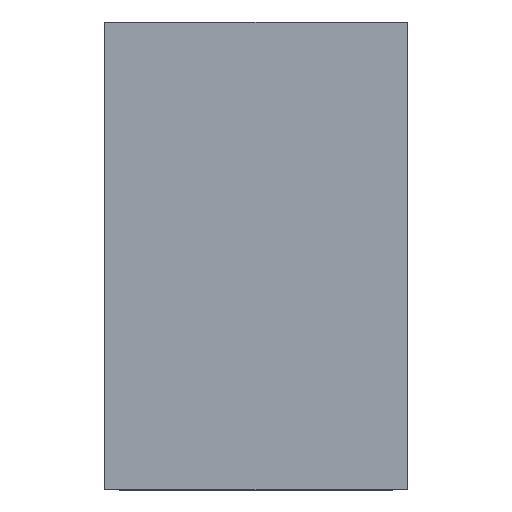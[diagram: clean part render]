
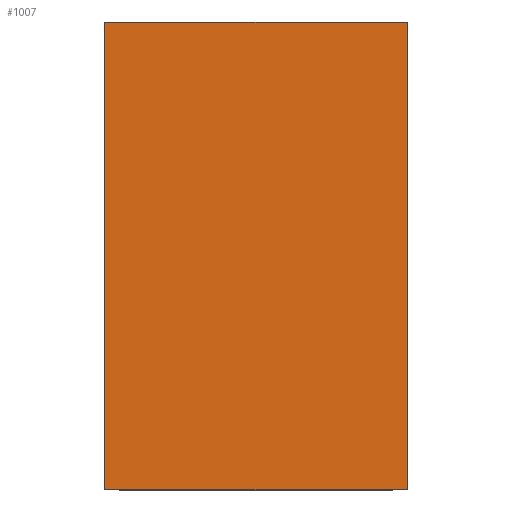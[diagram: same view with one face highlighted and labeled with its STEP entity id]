
A CAD part, left-side view. The second image highlights one B-rep face of the part: STEP entity #1007.
In plain terms, the highlighted planar face has unit normal (-1, 0, 0).
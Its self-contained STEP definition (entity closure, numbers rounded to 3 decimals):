
#25 = EDGE_LOOP ( 'NONE', ( #277, #739, #894, #1167 ) ) ;
#53 = VECTOR ( 'NONE', #453, 1000. ) ;
#69 = LINE ( 'NONE', #603, #507 ) ;
#124 = VECTOR ( 'NONE', #797, 1000. ) ;
#125 = DIRECTION ( 'NONE',  ( 0., 0., -1. ) ) ;
#167 = EDGE_CURVE ( 'NONE', #1223, #1055, #69, .T. ) ;
#172 = CARTESIAN_POINT ( 'NONE',  ( -0.775, 0., -0.425 ) ) ;
#196 = CARTESIAN_POINT ( 'NONE',  ( -0.775, 0., 0.425 ) ) ;
#203 = VERTEX_POINT ( 'NONE', #527 ) ;
#243 = EDGE_CURVE ( 'NONE', #1137, #203, #347, .T. ) ;
#277 = ORIENTED_EDGE ( 'NONE', *, *, #243, .T. ) ;
#315 = LINE ( 'NONE', #335, #124 ) ;
#335 = CARTESIAN_POINT ( 'NONE',  ( -0.775, 0., 0.425 ) ) ;
#347 = LINE ( 'NONE', #172, #53 ) ;
#442 = CARTESIAN_POINT ( 'NONE',  ( -0.775, 0.55, 0.425 ) ) ;
#453 = DIRECTION ( 'NONE',  ( 0., -1., 0. ) ) ;
#489 = CARTESIAN_POINT ( 'NONE',  ( -0.775, 0., 0.425 ) ) ;
#507 = VECTOR ( 'NONE', #1090, 1000. ) ;
#527 = CARTESIAN_POINT ( 'NONE',  ( -0.775, 0., -0.425 ) ) ;
#533 = LINE ( 'NONE', #856, #725 ) ;
#603 = CARTESIAN_POINT ( 'NONE',  ( -0.775, 0., 0.425 ) ) ;
#677 = DIRECTION ( 'NONE',  ( 0., 0., -1. ) ) ;
#725 = VECTOR ( 'NONE', #677, 1000. ) ;
#739 = ORIENTED_EDGE ( 'NONE', *, *, #859, .F. ) ;
#797 = DIRECTION ( 'NONE',  ( 0., 0., -1. ) ) ;
#843 = PLANE ( 'NONE',  #1158 ) ;
#856 = CARTESIAN_POINT ( 'NONE',  ( -0.775, 0.55, 0.425 ) ) ;
#859 = EDGE_CURVE ( 'NONE', #1055, #203, #315, .T. ) ;
#894 = ORIENTED_EDGE ( 'NONE', *, *, #167, .F. ) ;
#1007 = ADVANCED_FACE ( 'NONE', ( #1042 ), #843, .F. ) ;
#1014 = EDGE_CURVE ( 'NONE', #1223, #1137, #533, .T. ) ;
#1042 = FACE_OUTER_BOUND ( 'NONE', #25, .T. ) ;
#1055 = VERTEX_POINT ( 'NONE', #489 ) ;
#1090 = DIRECTION ( 'NONE',  ( 0., -1., 0. ) ) ;
#1137 = VERTEX_POINT ( 'NONE', #1183 ) ;
#1158 = AXIS2_PLACEMENT_3D ( 'NONE', #196, #1222, #125 ) ;
#1167 = ORIENTED_EDGE ( 'NONE', *, *, #1014, .T. ) ;
#1183 = CARTESIAN_POINT ( 'NONE',  ( -0.775, 0.55, -0.425 ) ) ;
#1222 = DIRECTION ( 'NONE',  ( 1., 0., 0. ) ) ;
#1223 = VERTEX_POINT ( 'NONE', #442 ) ;
